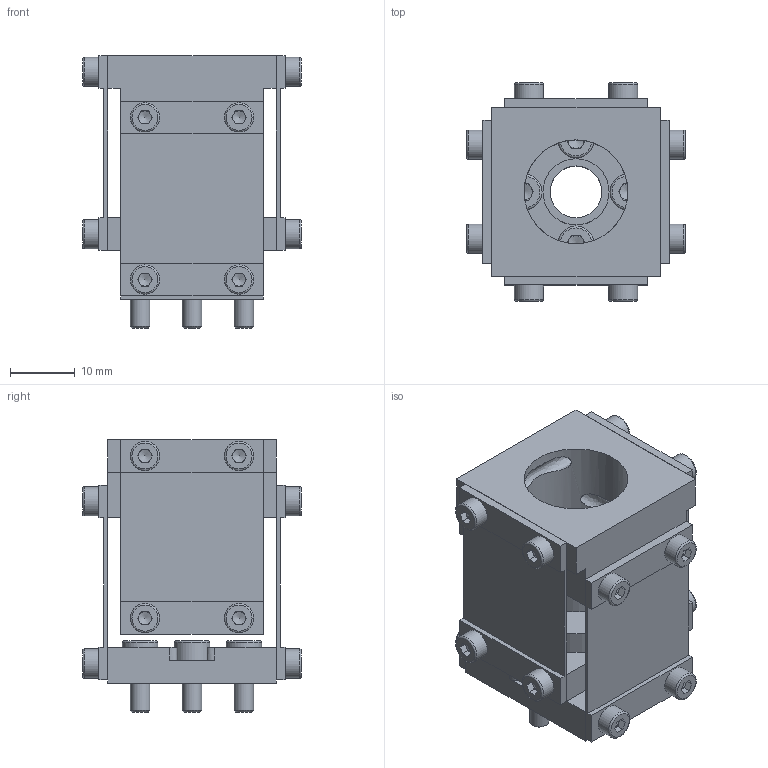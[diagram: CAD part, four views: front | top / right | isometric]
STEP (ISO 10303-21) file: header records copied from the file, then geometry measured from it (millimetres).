
FILE_DESCRIPTION(/* description */ ('STEP AP242 Edition 2','CAx-IF Rec.Pracs.---Representation and Presentation of Product Manufacturing Information (PMI)---4.0---2014-10-13','CAx-IF Rec.Pracs.---3D Tessellated Geometry---0.4---2014-09-14','2;1','CAx-IF Rec.Pracs.---User Defined Attributes---1.5---2016-08-15'),/* implementation_level */ '2;1');
FILE_NAME(/* name */ '6951d283061c032b74403e71',/* time_stamp */ '2025-12-29T00:59:48Z',/* author */ (''),/* organization */ (''),/* preprocessor_version */ 'ST-DEVELOPER v20',/* originating_system */ 'ONSHAPE BY PTC INC, 1.208',/* authorisation */ ' ');
FILE_SCHEMA (('AP242_MANAGED_MODEL_BASED_3D_ENGINEERING_MIM_LF { 1 0 10303 442 3 1 4 }'));
Length unit declared in the file: metre
Products named in the file (8): Anti-Wobble-Flexure-M2.5-short; Carriage Y; Hex socket head cap screw M3x0.50 x 8; Leaf_Small; Hex socket head cap screw M2.5x0.45 x 8; T8-Nut; Intermediate; Carriage X
Assembly tree (32 placements, depth 2):
  Anti-Wobble-Flexure-M2.5-short
    Carriage Y
    Hex socket head cap screw M3x0.50 x 8  x8
    Leaf_Small  x4
    Hex socket head cap screw M2.5x0.45 x 8  x16
    T8-Nut
    Intermediate
    Carriage X
Bounding box: 33.7 x 33.7 x 42 mm (x, y, z)
Volume: 14640.1 mm3; surface area: 18334.4 mm2
Topology: 32 solids, 32 shells, 696 faces, 1612 edges, 1008 vertices
Faces by surface type: plane 439, cylinder 89, torus 72, cone 72, bspline 24
Full cylindrical faces by diameter (mm): 2.5 x16, 3 x20, 3.2 x16, 4.5 x16, 5.5 x8, 8 x1, 10.2 x2, 10.5 x2, 16 x1, 22 x1
Entity records: 5052 total; most frequent: CARTESIAN_POINT 1439, DIRECTION 676, ORIENTED_EDGE 590, EDGE_CURVE 295, AXIS2_PLACEMENT_3D 276, FACE_BOUND 268, EDGE_LOOP 266, VERTEX_POINT 225
